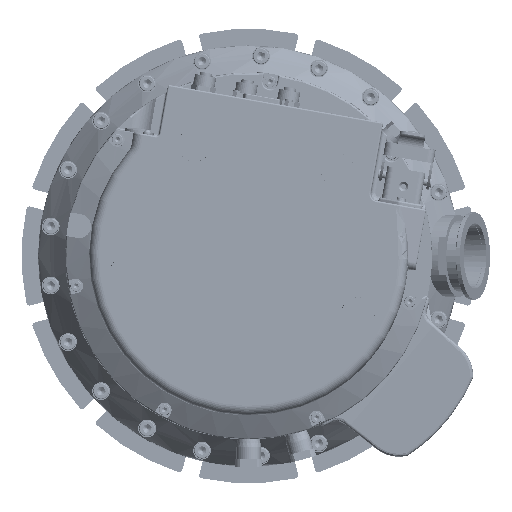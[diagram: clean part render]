
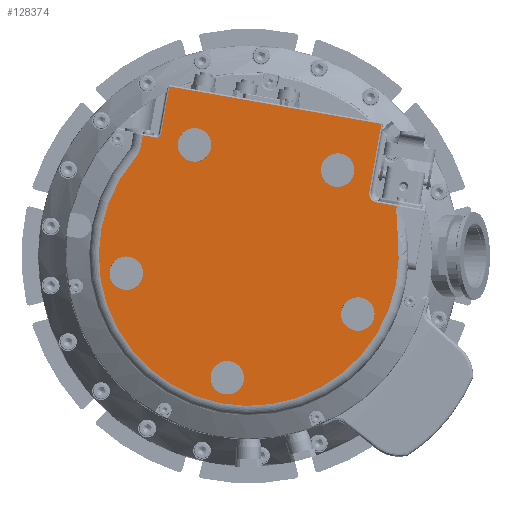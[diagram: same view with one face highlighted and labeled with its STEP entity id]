
A CAD part, front view. The second image highlights one B-rep face of the part: STEP entity #128374.
In plain terms, the highlighted planar face has unit normal (0, -1, 0).
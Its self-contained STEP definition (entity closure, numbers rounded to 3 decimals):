
#128213=CARTESIAN_POINT('',(-50.615,-155.,107.421));
#128214=DIRECTION('',(0.0,-1.0,0.0));
#128215=DIRECTION('',(0.0,0.0,-1.0));
#128216=AXIS2_PLACEMENT_3D('',#128213,#128214,#128215);
#128217=PLANE('',#128216);
#128218=CARTESIAN_POINT('',(75.591,-155.,39.981));
#128219=VERTEX_POINT('',#128218);
#128220=CARTESIAN_POINT('',(83.145,-155.,82.82));
#128221=VERTEX_POINT('',#128220);
#128222=CARTESIAN_POINT('',(75.591,-155.,39.981));
#128223=DIRECTION('',(0.174,0.,0.985));
#128224=VECTOR('',#128223,43.5);
#128225=LINE('',#128222,#128224);
#128226=EDGE_CURVE('',#128219,#128221,#128225,.T.);
#128227=ORIENTED_EDGE('',*,*,#128226,.T.);
#128228=CARTESIAN_POINT('',(-49.804,-155.,106.263));
#128229=VERTEX_POINT('',#128228);
#128230=CARTESIAN_POINT('',(83.145,-155.,82.82));
#128231=DIRECTION('',(-0.985,0.,0.174));
#128232=VECTOR('',#128231,135.);
#128233=LINE('',#128230,#128232);
#128234=EDGE_CURVE('',#128221,#128229,#128233,.T.);
#128235=ORIENTED_EDGE('',*,*,#128234,.T.);
#128236=CARTESIAN_POINT('',(-55.014,-155.,76.719));
#128237=VERTEX_POINT('',#128236);
#128238=CARTESIAN_POINT('',(-49.804,-155.,106.263));
#128239=DIRECTION('',(-0.174,0.,-0.985));
#128240=VECTOR('',#128239,30.);
#128241=LINE('',#128238,#128240);
#128242=EDGE_CURVE('',#128229,#128237,#128241,.T.);
#128243=ORIENTED_EDGE('',*,*,#128242,.T.);
#128244=CARTESIAN_POINT('',(-58.489,-155.,74.285));
#128245=VERTEX_POINT('',#128244);
#128246=CARTESIAN_POINT('',(-57.968,-155.,77.24));
#128247=DIRECTION('',(0.,1.,0.));
#128248=DIRECTION('',(-0.985,0.,0.174));
#128249=AXIS2_PLACEMENT_3D('',#128246,#128247,#128248);
#128250=CIRCLE('',#128249,3.0);
#128251=EDGE_CURVE('',#128237,#128245,#128250,.T.);
#128252=ORIENTED_EDGE('',*,*,#128251,.T.);
#128253=CARTESIAN_POINT('',(-66.368,-155.,75.674));
#128254=VERTEX_POINT('',#128253);
#128255=CARTESIAN_POINT('',(-58.489,-155.,74.285));
#128256=DIRECTION('',(-0.985,0.0,0.174));
#128257=VECTOR('',#128256,8.);
#128258=LINE('',#128255,#128257);
#128259=EDGE_CURVE('',#128245,#128254,#128258,.T.);
#128260=ORIENTED_EDGE('',*,*,#128259,.T.);
#128261=CARTESIAN_POINT('',(-67.531,-155.,69.077));
#128262=VERTEX_POINT('',#128261);
#128263=CARTESIAN_POINT('',(-66.368,-155.,75.674));
#128264=DIRECTION('',(-0.174,0.0,-0.985));
#128265=VECTOR('',#128264,6.699);
#128266=LINE('',#128263,#128265);
#128267=EDGE_CURVE('',#128254,#128262,#128266,.T.);
#128268=ORIENTED_EDGE('',*,*,#128267,.T.);
#128269=CARTESIAN_POINT('',(-71.173,-155.,61.403));
#128270=VERTEX_POINT('',#128269);
#128271=CARTESIAN_POINT('',(-83.288,-155.,71.855));
#128272=DIRECTION('',(0.,1.,0.));
#128273=DIRECTION('',(-0.985,0.,0.174));
#128274=AXIS2_PLACEMENT_3D('',#128271,#128272,#128273);
#128275=CIRCLE('',#128274,16.0);
#128276=EDGE_CURVE('',#128262,#128270,#128275,.T.);
#128277=ORIENTED_EDGE('',*,*,#128276,.T.);
#128278=CARTESIAN_POINT('',(93.978,-155.,-2.033));
#128279=VERTEX_POINT('',#128278);
#128280=CARTESIAN_POINT('',(0.,-155.,0.));
#128281=DIRECTION('',(0.,-1.0,0.));
#128282=DIRECTION('',(-0.985,0.,0.174));
#128283=AXIS2_PLACEMENT_3D('',#128280,#128281,#128282);
#128284=CIRCLE('',#128283,94.);
#128285=EDGE_CURVE('',#128270,#128279,#128284,.T.);
#128286=ORIENTED_EDGE('',*,*,#128285,.T.);
#128287=CARTESIAN_POINT('',(92.924,-155.0,31.34));
#128288=VERTEX_POINT('',#128287);
#128289=CARTESIAN_POINT('',(93.978,-155.,-2.033));
#128290=CARTESIAN_POINT('',(94.099,-155.,3.552));
#128291=CARTESIAN_POINT('',(93.753,-155.,9.128));
#128292=CARTESIAN_POINT('',(93.036,-155.0,17.466));
#128293=CARTESIAN_POINT('',(92.762,-155.0,20.244));
#128294=CARTESIAN_POINT('',(92.493,-155.0,24.419));
#128295=CARTESIAN_POINT('',(92.427,-155.0,25.815));
#128296=CARTESIAN_POINT('',(92.455,-155.0,28.593));
#128297=CARTESIAN_POINT('',(92.503,-155.0,29.98));
#128298=CARTESIAN_POINT('',(92.924,-155.0,31.34));
#128299=B_SPLINE_CURVE_WITH_KNOTS('',3,(#128289,#128290,#128291,#128292,#128293,#128294,#128295,#128296,#128297,#128298),.UNSPECIFIED.,.F.,.U.,(4,2,2,2,4),(0.0,0.5,0.75,0.875,1.0),.UNSPECIFIED.);
#128300=EDGE_CURVE('',#128279,#128288,#128299,.T.);
#128301=ORIENTED_EDGE('',*,*,#128300,.T.);
#128302=CARTESIAN_POINT('',(80.052,-155.0,33.61));
#128303=VERTEX_POINT('',#128302);
#128304=CARTESIAN_POINT('',(92.924,-155.0,31.34));
#128305=DIRECTION('',(-0.985,0.0,0.174));
#128306=VECTOR('',#128305,13.07);
#128307=LINE('',#128304,#128306);
#128308=EDGE_CURVE('',#128288,#128303,#128307,.T.);
#128309=ORIENTED_EDGE('',*,*,#128308,.T.);
#128310=CARTESIAN_POINT('',(81.007,-155.,39.026));
#128311=DIRECTION('',(0.,1.,0.));
#128312=DIRECTION('',(-0.985,0.,0.174));
#128313=AXIS2_PLACEMENT_3D('',#128310,#128311,#128312);
#128314=CIRCLE('',#128313,5.5);
#128315=EDGE_CURVE('',#128303,#128219,#128314,.T.);
#128316=ORIENTED_EDGE('',*,*,#128315,.T.);
#128317=EDGE_LOOP('',(#128227,#128235,#128243,#128252,#128260,#128268,#128277,#128286,#128301,#128309,#128316));
#128318=FACE_OUTER_BOUND('',#128317,.T.);
#128319=CARTESIAN_POINT('',(-87.086,-155.,-8.963));
#128320=VERTEX_POINT('',#128319);
#128321=CARTESIAN_POINT('',(-76.746,-155.,-10.786));
#128322=DIRECTION('',(0.,-1.0,0.));
#128323=DIRECTION('',(-0.985,0.,0.174));
#128324=AXIS2_PLACEMENT_3D('',#128321,#128322,#128323);
#128325=CIRCLE('',#128324,10.5);
#128326=EDGE_CURVE('',#128320,#128320,#128325,.T.);
#128327=ORIENTED_EDGE('',*,*,#128326,.F.);
#128328=EDGE_LOOP('',(#128327));
#128329=FACE_BOUND('',#128328,.T.);
#128330=CARTESIAN_POINT('',(-44.314,-155.,71.48));
#128331=VERTEX_POINT('',#128330);
#128332=CARTESIAN_POINT('',(-33.974,-155.,69.657));
#128333=DIRECTION('',(0.,-1.0,0.));
#128334=DIRECTION('',(-0.985,0.,0.174));
#128335=AXIS2_PLACEMENT_3D('',#128332,#128333,#128334);
#128336=CIRCLE('',#128335,10.5);
#128337=EDGE_CURVE('',#128331,#128331,#128336,.T.);
#128338=ORIENTED_EDGE('',*,*,#128337,.F.);
#128339=EDGE_LOOP('',(#128338));
#128340=FACE_BOUND('',#128339,.T.);
#128341=CARTESIAN_POINT('',(45.408,-155.,55.659));
#128342=VERTEX_POINT('',#128341);
#128343=CARTESIAN_POINT('',(55.749,-155.,53.836));
#128344=DIRECTION('',(0.,-1.0,0.));
#128345=DIRECTION('',(-0.985,0.,0.174));
#128346=AXIS2_PLACEMENT_3D('',#128343,#128344,#128345);
#128347=CIRCLE('',#128346,10.5);
#128348=EDGE_CURVE('',#128342,#128342,#128347,.T.);
#128349=ORIENTED_EDGE('',*,*,#128348,.F.);
#128350=EDGE_LOOP('',(#128349));
#128351=FACE_BOUND('',#128350,.T.);
#128352=CARTESIAN_POINT('',(58.088,-155.,-34.561));
#128353=VERTEX_POINT('',#128352);
#128354=CARTESIAN_POINT('',(68.428,-155.,-36.384));
#128355=DIRECTION('',(0.,-1.0,0.));
#128356=DIRECTION('',(-0.985,0.,0.174));
#128357=AXIS2_PLACEMENT_3D('',#128354,#128355,#128356);
#128358=CIRCLE('',#128357,10.5);
#128359=EDGE_CURVE('',#128353,#128353,#128358,.T.);
#128360=ORIENTED_EDGE('',*,*,#128359,.F.);
#128361=EDGE_LOOP('',(#128360));
#128362=FACE_BOUND('',#128361,.T.);
#128363=CARTESIAN_POINT('',(-23.798,-155.,-74.499));
#128364=VERTEX_POINT('',#128363);
#128365=CARTESIAN_POINT('',(-13.458,-155.,-76.323));
#128366=DIRECTION('',(0.,-1.0,0.));
#128367=DIRECTION('',(-0.985,0.,0.174));
#128368=AXIS2_PLACEMENT_3D('',#128365,#128366,#128367);
#128369=CIRCLE('',#128368,10.5);
#128370=EDGE_CURVE('',#128364,#128364,#128369,.T.);
#128371=ORIENTED_EDGE('',*,*,#128370,.F.);
#128372=EDGE_LOOP('',(#128371));
#128373=FACE_BOUND('',#128372,.T.);
#128374=ADVANCED_FACE('',(#128318,#128329,#128340,#128351,#128362,#128373),#128217,.T.);
